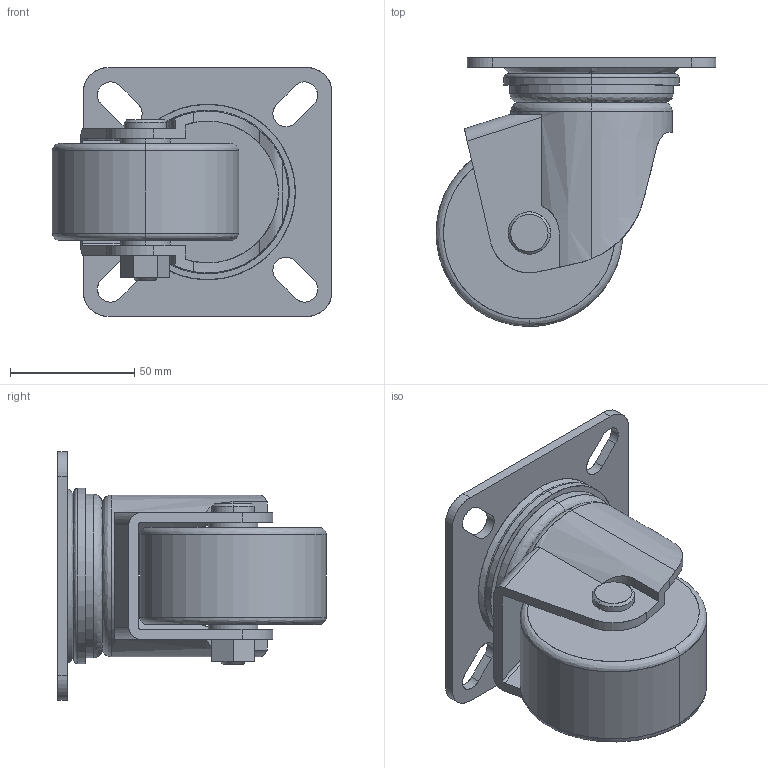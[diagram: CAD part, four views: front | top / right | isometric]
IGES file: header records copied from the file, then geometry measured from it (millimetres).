
Start section: SolidWorks IGES file using analytic representation for surfaces
Global section: file name: K-508-75.IGS; native system: SolidWorks 2012; preprocessor: SolidWorks 2012; author: 1337yo; date: 131210.135829; units: millimetre
Bounding box: 112.5 x 108 x 100 mm (x, y, z)
Surface area: 65753.3 mm2 (no closed solid volume)
Topology: 0 solids, 0 shells, 113 faces, 2081 edges, 2081 vertices
Faces by surface type: bspline 61, revolution 52
